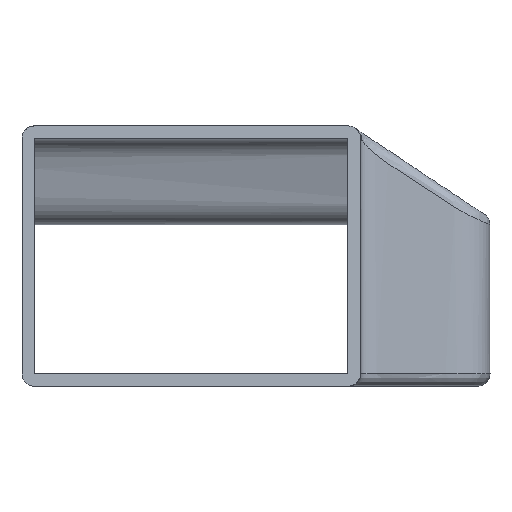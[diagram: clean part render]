
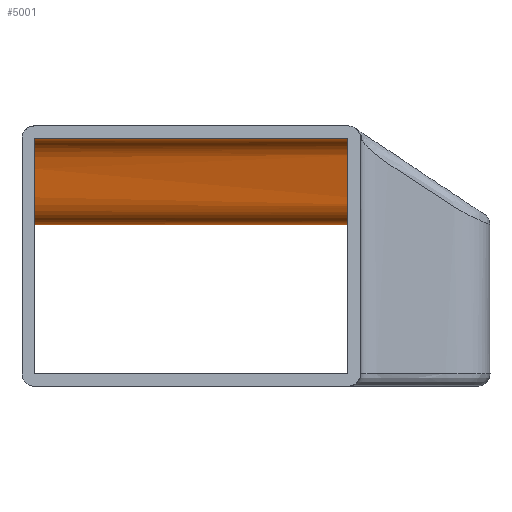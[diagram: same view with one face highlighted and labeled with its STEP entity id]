
A CAD part, left-side view. The second image highlights one B-rep face of the part: STEP entity #5001.
In plain terms, the highlighted free-form (B-spline) face has degree [1, 5] with [2, 6] control points.
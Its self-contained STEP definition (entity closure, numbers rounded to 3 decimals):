
#4806 = PLANE('',#4807);
#4807 = AXIS2_PLACEMENT_3D('',#4808,#4809,#4810);
#4808 = CARTESIAN_POINT('',(0.,28.25,9.5));
#4809 = DIRECTION('',(1.,0.,0.));
#4810 = DIRECTION('',(0.,0.,1.));
#4836 = ( BOUNDED_SURFACE() B_SPLINE_SURFACE(1,5,(
    (#4837,#4838,#4839,#4840,#4841,#4842)
    ,(#4843,#4844,#4845,#4846,#4847,#4848
)),.UNSPECIFIED.,.F.,.F.,.F.) B_SPLINE_SURFACE_WITH_KNOTS((2,2),(6,6),(
    1.,2.),(0.,1.),.PIECEWISE_BEZIER_KNOTS.) 
GEOMETRIC_REPRESENTATION_ITEM() RATIONAL_B_SPLINE_SURFACE((
    (1.,1.,1.,1.,1.,1.)
,(1.,1.,1.,1.,1.,1.))) REPRESENTATION_ITEM('') SURFACE() );
#4837 = CARTESIAN_POINT('',(0.,56.5,0.));
#4838 = CARTESIAN_POINT('',(-4.241,56.5,0.)
  );
#4839 = CARTESIAN_POINT('',(-12.121,56.5,0.));
#4840 = CARTESIAN_POINT('',(-2.579,56.5,0.));
#4841 = CARTESIAN_POINT('',(-10.459,56.5,0.));
#4842 = CARTESIAN_POINT('',(-14.7,56.5,0.));
#4843 = CARTESIAN_POINT('',(0.,56.5,19.));
#4844 = CARTESIAN_POINT('',(-4.241,56.5,19.467));
#4845 = CARTESIAN_POINT('',(-12.121,56.5,
    15.082));
#4846 = CARTESIAN_POINT('',(-2.579,56.5,
    33.918));
#4847 = CARTESIAN_POINT('',(-10.459,56.5,29.533));
#4848 = CARTESIAN_POINT('',(-14.7,56.5,30.));
#4871 = PLANE('',#4872);
#4872 = AXIS2_PLACEMENT_3D('',#4873,#4874,#4875);
#4873 = CARTESIAN_POINT('',(-14.7,36.5,15.));
#4874 = DIRECTION('',(1.,0.,0.));
#4875 = DIRECTION('',(0.,0.,1.));
#4899 = ( BOUNDED_SURFACE() B_SPLINE_SURFACE(1,5,(
    (#4900,#4901,#4902,#4903,#4904,#4905)
    ,(#4906,#4907,#4908,#4909,#4910,#4911
)),.UNSPECIFIED.,.F.,.F.,.F.) B_SPLINE_SURFACE_WITH_KNOTS((2,2),(6,6),(
    3.,4.),(0.,1.),.PIECEWISE_BEZIER_KNOTS.) 
GEOMETRIC_REPRESENTATION_ITEM() RATIONAL_B_SPLINE_SURFACE((
    (1.,1.,1.,1.,1.,1.)
,(1.,1.,1.,1.,1.,1.))) REPRESENTATION_ITEM('') SURFACE() );
#4900 = CARTESIAN_POINT('',(0.,0.,19.));
#4901 = CARTESIAN_POINT('',(-4.241,0.7,
    19.467));
#4902 = CARTESIAN_POINT('',(-12.121,-5.877,
    15.082));
#4903 = CARTESIAN_POINT('',(-2.579,22.377,
    33.918));
#4904 = CARTESIAN_POINT('',(-10.459,15.8,
    29.533));
#4905 = CARTESIAN_POINT('',(-14.7,16.5,30.));
#4906 = CARTESIAN_POINT('',(0.,0.,0.));
#4907 = CARTESIAN_POINT('',(-4.241,0.7,0.));
#4908 = CARTESIAN_POINT('',(-12.121,-5.877,0.));
#4909 = CARTESIAN_POINT('',(-2.579,22.377,0.)
  );
#4910 = CARTESIAN_POINT('',(-10.459,15.8,0.));
#4911 = CARTESIAN_POINT('',(-14.7,16.5,0.));
#4923 = VERTEX_POINT('',#4924);
#4924 = CARTESIAN_POINT('',(0.,56.5,19.));
#4943 = EDGE_CURVE('',#4923,#4944,#4946,.T.);
#4944 = VERTEX_POINT('',#4945);
#4945 = CARTESIAN_POINT('',(-14.7,56.5,30.));
#4946 = SURFACE_CURVE('',#4947,(#4954,#4961),.PCURVE_S1.);
#4947 = ( BOUNDED_CURVE() B_SPLINE_CURVE(5,(#4948,#4949,#4950,#4951,
#4952,#4953),.UNSPECIFIED.,.F.,.F.) B_SPLINE_CURVE_WITH_KNOTS((6,6),(0.,
1.),.PIECEWISE_BEZIER_KNOTS.) CURVE() GEOMETRIC_REPRESENTATION_ITEM() 
RATIONAL_B_SPLINE_CURVE((1.,1.,1.,1.,1.,1.)) REPRESENTATION_ITEM('') );
#4948 = CARTESIAN_POINT('',(0.,56.5,19.));
#4949 = CARTESIAN_POINT('',(-4.241,56.5,19.467));
#4950 = CARTESIAN_POINT('',(-12.121,56.5,
    15.082));
#4951 = CARTESIAN_POINT('',(-2.579,56.5,
    33.918));
#4952 = CARTESIAN_POINT('',(-10.459,56.5,29.533));
#4953 = CARTESIAN_POINT('',(-14.7,56.5,30.));
#4954 = PCURVE('',#4836,#4955);
#4955 = DEFINITIONAL_REPRESENTATION('',(#4956),#4960);
#4956 = LINE('',#4957,#4958);
#4957 = CARTESIAN_POINT('',(2.,0.));
#4958 = VECTOR('',#4959,1.);
#4959 = DIRECTION('',(0.,1.));
#4960 = ( GEOMETRIC_REPRESENTATION_CONTEXT(2) 
PARAMETRIC_REPRESENTATION_CONTEXT() REPRESENTATION_CONTEXT('2D SPACE',''
  ) );
#4961 = PCURVE('',#4962,#4975);
#4962 = ( BOUNDED_SURFACE() B_SPLINE_SURFACE(1,5,(
    (#4963,#4964,#4965,#4966,#4967,#4968)
    ,(#4969,#4970,#4971,#4972,#4973,#4974
)),.UNSPECIFIED.,.F.,.F.,.F.) B_SPLINE_SURFACE_WITH_KNOTS((2,2),(6,6),(
    2.,3.),(0.,1.),.PIECEWISE_BEZIER_KNOTS.) 
GEOMETRIC_REPRESENTATION_ITEM() RATIONAL_B_SPLINE_SURFACE((
    (1.,1.,1.,1.,1.,1.)
,(1.,1.,1.,1.,1.,1.))) REPRESENTATION_ITEM('') SURFACE() );
#4963 = CARTESIAN_POINT('',(0.,56.5,19.));
#4964 = CARTESIAN_POINT('',(-4.241,56.5,19.467));
#4965 = CARTESIAN_POINT('',(-12.121,56.5,
    15.082));
#4966 = CARTESIAN_POINT('',(-2.579,56.5,
    33.918));
#4967 = CARTESIAN_POINT('',(-10.459,56.5,29.533));
#4968 = CARTESIAN_POINT('',(-14.7,56.5,30.));
#4969 = CARTESIAN_POINT('',(0.,0.,19.));
#4970 = CARTESIAN_POINT('',(-4.241,0.7,
    19.467));
#4971 = CARTESIAN_POINT('',(-12.121,-5.877,
    15.082));
#4972 = CARTESIAN_POINT('',(-2.579,22.377,
    33.918));
#4973 = CARTESIAN_POINT('',(-10.459,15.8,
    29.533));
#4974 = CARTESIAN_POINT('',(-14.7,16.5,30.));
#4975 = DEFINITIONAL_REPRESENTATION('',(#4976),#4980);
#4976 = LINE('',#4977,#4978);
#4977 = CARTESIAN_POINT('',(2.,0.));
#4978 = VECTOR('',#4979,1.);
#4979 = DIRECTION('',(0.,1.));
#4980 = ( GEOMETRIC_REPRESENTATION_CONTEXT(2) 
PARAMETRIC_REPRESENTATION_CONTEXT() REPRESENTATION_CONTEXT('2D SPACE',''
  ) );
#5001 = ADVANCED_FACE('',(#5002),#4962,.T.);
#5002 = FACE_BOUND('',#5003,.T.);
#5003 = EDGE_LOOP('',(#5004,#5025,#5051,#5070));
#5004 = ORIENTED_EDGE('',*,*,#5005,.T.);
#5005 = EDGE_CURVE('',#4923,#5006,#5008,.T.);
#5006 = VERTEX_POINT('',#5007);
#5007 = CARTESIAN_POINT('',(0.,0.,19.));
#5008 = SURFACE_CURVE('',#5009,(#5012,#5019),.PCURVE_S1.);
#5009 = B_SPLINE_CURVE_WITH_KNOTS('',1,(#5010,#5011),.UNSPECIFIED.,.F.,
  .F.,(2,2),(2.,3.),.PIECEWISE_BEZIER_KNOTS.);
#5010 = CARTESIAN_POINT('',(0.,56.5,19.));
#5011 = CARTESIAN_POINT('',(0.,0.,19.));
#5012 = PCURVE('',#4962,#5013);
#5013 = DEFINITIONAL_REPRESENTATION('',(#5014),#5018);
#5014 = LINE('',#5015,#5016);
#5015 = CARTESIAN_POINT('',(0.,0.));
#5016 = VECTOR('',#5017,1.);
#5017 = DIRECTION('',(1.,0.));
#5018 = ( GEOMETRIC_REPRESENTATION_CONTEXT(2) 
PARAMETRIC_REPRESENTATION_CONTEXT() REPRESENTATION_CONTEXT('2D SPACE',''
  ) );
#5019 = PCURVE('',#4806,#5020);
#5020 = DEFINITIONAL_REPRESENTATION('',(#5021),#5024);
#5021 = B_SPLINE_CURVE_WITH_KNOTS('',1,(#5022,#5023),.UNSPECIFIED.,.F.,
  .F.,(2,2),(2.,3.),.PIECEWISE_BEZIER_KNOTS.);
#5022 = CARTESIAN_POINT('',(9.5,-28.25));
#5023 = CARTESIAN_POINT('',(9.5,28.25));
#5024 = ( GEOMETRIC_REPRESENTATION_CONTEXT(2) 
PARAMETRIC_REPRESENTATION_CONTEXT() REPRESENTATION_CONTEXT('2D SPACE',''
  ) );
#5025 = ORIENTED_EDGE('',*,*,#5026,.T.);
#5026 = EDGE_CURVE('',#5006,#5027,#5029,.T.);
#5027 = VERTEX_POINT('',#5028);
#5028 = CARTESIAN_POINT('',(-14.7,16.5,30.));
#5029 = SURFACE_CURVE('',#5030,(#5037,#5044),.PCURVE_S1.);
#5030 = ( BOUNDED_CURVE() B_SPLINE_CURVE(5,(#5031,#5032,#5033,#5034,
#5035,#5036),.UNSPECIFIED.,.F.,.F.) B_SPLINE_CURVE_WITH_KNOTS((6,6),(0.,
1.),.PIECEWISE_BEZIER_KNOTS.) CURVE() GEOMETRIC_REPRESENTATION_ITEM() 
RATIONAL_B_SPLINE_CURVE((1.,1.,1.,1.,1.,1.)) REPRESENTATION_ITEM('') );
#5031 = CARTESIAN_POINT('',(0.,0.,19.));
#5032 = CARTESIAN_POINT('',(-4.241,0.7,
    19.467));
#5033 = CARTESIAN_POINT('',(-12.121,-5.877,
    15.082));
#5034 = CARTESIAN_POINT('',(-2.579,22.377,
    33.918));
#5035 = CARTESIAN_POINT('',(-10.459,15.8,
    29.533));
#5036 = CARTESIAN_POINT('',(-14.7,16.5,30.));
#5037 = PCURVE('',#4962,#5038);
#5038 = DEFINITIONAL_REPRESENTATION('',(#5039),#5043);
#5039 = LINE('',#5040,#5041);
#5040 = CARTESIAN_POINT('',(3.,0.));
#5041 = VECTOR('',#5042,1.);
#5042 = DIRECTION('',(0.,1.));
#5043 = ( GEOMETRIC_REPRESENTATION_CONTEXT(2) 
PARAMETRIC_REPRESENTATION_CONTEXT() REPRESENTATION_CONTEXT('2D SPACE',''
  ) );
#5044 = PCURVE('',#4899,#5045);
#5045 = DEFINITIONAL_REPRESENTATION('',(#5046),#5050);
#5046 = LINE('',#5047,#5048);
#5047 = CARTESIAN_POINT('',(3.,0.));
#5048 = VECTOR('',#5049,1.);
#5049 = DIRECTION('',(0.,1.));
#5050 = ( GEOMETRIC_REPRESENTATION_CONTEXT(2) 
PARAMETRIC_REPRESENTATION_CONTEXT() REPRESENTATION_CONTEXT('2D SPACE',''
  ) );
#5051 = ORIENTED_EDGE('',*,*,#5052,.F.);
#5052 = EDGE_CURVE('',#4944,#5027,#5053,.T.);
#5053 = SURFACE_CURVE('',#5054,(#5057,#5064),.PCURVE_S1.);
#5054 = B_SPLINE_CURVE_WITH_KNOTS('',1,(#5055,#5056),.UNSPECIFIED.,.F.,
  .F.,(2,2),(2.,3.),.PIECEWISE_BEZIER_KNOTS.);
#5055 = CARTESIAN_POINT('',(-14.7,56.5,30.));
#5056 = CARTESIAN_POINT('',(-14.7,16.5,30.));
#5057 = PCURVE('',#4962,#5058);
#5058 = DEFINITIONAL_REPRESENTATION('',(#5059),#5063);
#5059 = LINE('',#5060,#5061);
#5060 = CARTESIAN_POINT('',(0.,1.));
#5061 = VECTOR('',#5062,1.);
#5062 = DIRECTION('',(1.,0.));
#5063 = ( GEOMETRIC_REPRESENTATION_CONTEXT(2) 
PARAMETRIC_REPRESENTATION_CONTEXT() REPRESENTATION_CONTEXT('2D SPACE',''
  ) );
#5064 = PCURVE('',#4871,#5065);
#5065 = DEFINITIONAL_REPRESENTATION('',(#5066),#5069);
#5066 = B_SPLINE_CURVE_WITH_KNOTS('',1,(#5067,#5068),.UNSPECIFIED.,.F.,
  .F.,(2,2),(2.,3.),.PIECEWISE_BEZIER_KNOTS.);
#5067 = CARTESIAN_POINT('',(15.,-20.));
#5068 = CARTESIAN_POINT('',(15.,20.));
#5069 = ( GEOMETRIC_REPRESENTATION_CONTEXT(2) 
PARAMETRIC_REPRESENTATION_CONTEXT() REPRESENTATION_CONTEXT('2D SPACE',''
  ) );
#5070 = ORIENTED_EDGE('',*,*,#4943,.F.);
